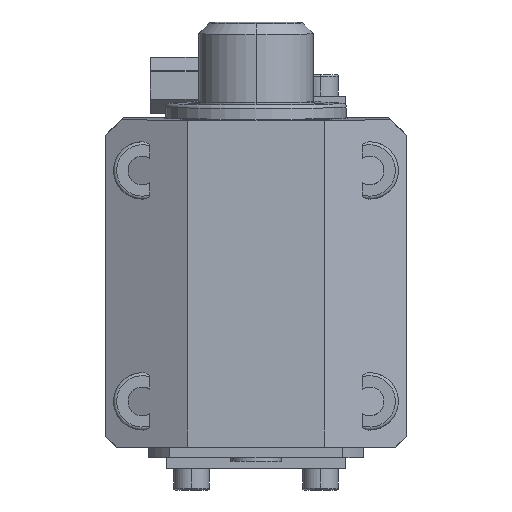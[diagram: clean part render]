
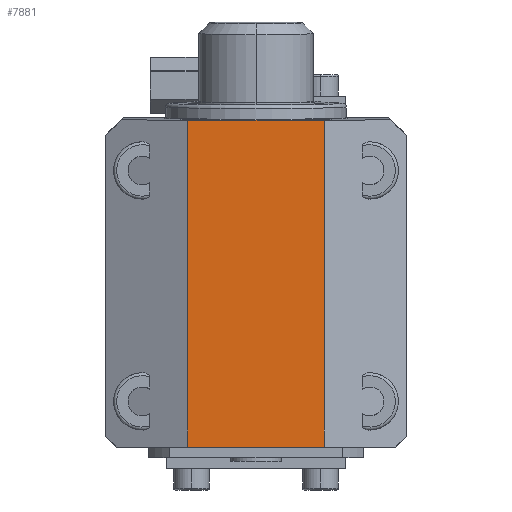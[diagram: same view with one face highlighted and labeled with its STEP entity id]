
A CAD part, left-side view. The second image highlights one B-rep face of the part: STEP entity #7881.
In plain terms, the highlighted planar face has unit normal (-1, 0, 0).
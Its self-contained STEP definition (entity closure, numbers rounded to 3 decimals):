
#1792=DIRECTION('',(0.,0.,1.));
#1793=VECTOR('',#1792,91.251);
#1794=CARTESIAN_POINT('',(-129.,19.,-45.));
#1795=LINE('',#1794,#1793);
#1796=DIRECTION('',(0.,-1.,0.));
#1797=VECTOR('',#1796,38.);
#1798=CARTESIAN_POINT('',(-129.,19.,46.251));
#1799=LINE('',#1798,#1797);
#1800=DIRECTION('',(0.,0.,1.));
#1801=VECTOR('',#1800,91.251);
#1802=CARTESIAN_POINT('',(-129.,-19.,-45.));
#1803=LINE('',#1802,#1801);
#1804=DIRECTION('',(0.,1.,0.));
#1805=VECTOR('',#1804,38.);
#1806=CARTESIAN_POINT('',(-129.,-19.,-45.));
#1807=LINE('',#1806,#1805);
#4959=CARTESIAN_POINT('',(-129.,19.,-45.));
#4960=CARTESIAN_POINT('',(-129.,19.,46.251));
#4961=VERTEX_POINT('',#4959);
#4962=VERTEX_POINT('',#4960);
#4963=CARTESIAN_POINT('',(-129.,-19.,-45.));
#4964=CARTESIAN_POINT('',(-129.,-19.,46.251));
#4965=VERTEX_POINT('',#4963);
#4966=VERTEX_POINT('',#4964);
#7870=CARTESIAN_POINT('',(-129.,0.,0.));
#7871=DIRECTION('',(1.,0.,0.));
#7872=DIRECTION('',(0.,1.,0.));
#7873=AXIS2_PLACEMENT_3D('',#7870,#7871,#7872);
#7874=PLANE('',#7873);
#7875=ORIENTED_EDGE('',*,*,#7605,.T.);
#7876=ORIENTED_EDGE('',*,*,#7652,.T.);
#7877=ORIENTED_EDGE('',*,*,#7837,.F.);
#7878=ORIENTED_EDGE('',*,*,#7471,.T.);
#7879=EDGE_LOOP('',(#7875,#7876,#7877,#7878));
#7880=FACE_OUTER_BOUND('',#7879,.F.);
#7881=ADVANCED_FACE('',(#7880),#7874,.F.);
#7471=EDGE_CURVE('',#4965,#4961,#1807,.T.);
#7605=EDGE_CURVE('',#4961,#4962,#1795,.T.);
#7652=EDGE_CURVE('',#4962,#4966,#1799,.T.);
#7837=EDGE_CURVE('',#4965,#4966,#1803,.T.);
